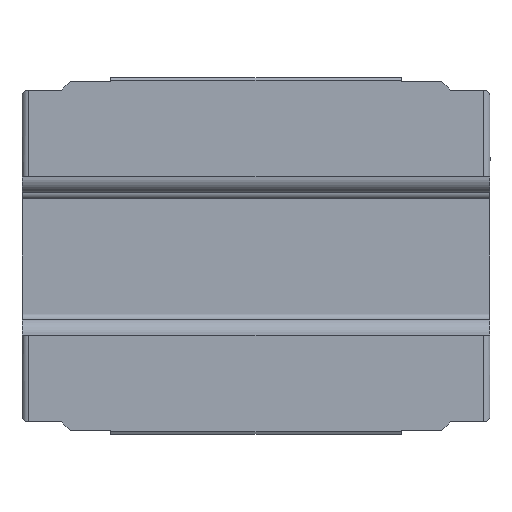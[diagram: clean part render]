
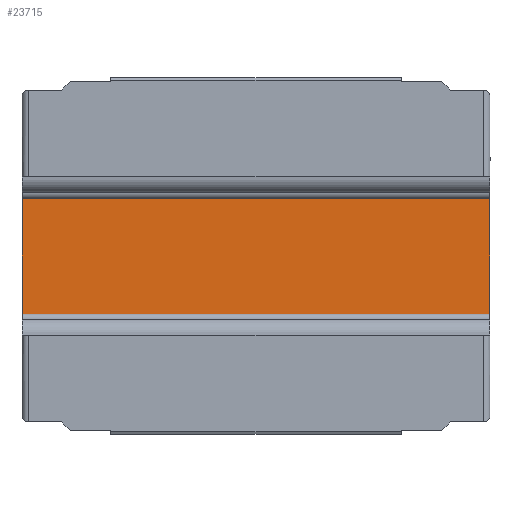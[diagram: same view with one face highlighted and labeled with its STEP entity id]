
A CAD part, front view. The second image highlights one B-rep face of the part: STEP entity #23715.
In plain terms, the highlighted planar face has unit normal (0, -1, 0).
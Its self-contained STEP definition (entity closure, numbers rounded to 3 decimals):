
#3254 = CARTESIAN_POINT ( 'NONE',  ( -32.3, 7.5, 5.7 ) ) ;
#3257 = CARTESIAN_POINT ( 'NONE',  ( -32.3, 7.5, -5.7 ) ) ;
#3258 = DIRECTION ( 'NONE',  ( 0., 0., 1. ) ) ;
#3386 = VECTOR ( 'NONE', #3258, 1000. ) ;
#3387 = CARTESIAN_POINT ( 'NONE',  ( -32.3, 7.5, -6. ) ) ;
#3388 = LINE ( 'NONE', #3387, #3386 ) ;
#3951 = CARTESIAN_POINT ( 'NONE',  ( -67.7, 7.5, -5.7 ) ) ;
#4326 = CARTESIAN_POINT ( 'NONE',  ( -67.7, 7.5, 5.7 ) ) ;
#4327 = DIRECTION ( 'NONE',  ( 0., 0., -1. ) ) ;
#4328 = VECTOR ( 'NONE', #4327, 1000. ) ;
#4329 = CARTESIAN_POINT ( 'NONE',  ( -67.7, 7.5, -6. ) ) ;
#4330 = LINE ( 'NONE', #4329, #4328 ) ;
#16805 = DIRECTION ( 'NONE',  ( 1., 0., 0. ) ) ;
#16806 = VECTOR ( 'NONE', #16805, 1000. ) ;
#16807 = CARTESIAN_POINT ( 'NONE',  ( -32.3, 7.5, -5.7 ) ) ;
#16813 = LINE ( 'NONE', #16807, #16806 ) ;
#16920 = DIRECTION ( 'NONE',  ( 0., 0., 1. ) ) ;
#16921 = DIRECTION ( 'NONE',  ( 0., 1., 0. ) ) ;
#16937 = CARTESIAN_POINT ( 'NONE',  ( -150., 7.5, 6. ) ) ;
#16938 = AXIS2_PLACEMENT_3D ( 'NONE', #16937, #16921, #16920 ) ;
#16940 = PLANE ( 'NONE',  #16938 ) ;
#16941 = FACE_OUTER_BOUND ( 'NONE', #23746, .T. ) ;
#17156 = DIRECTION ( 'NONE',  ( -1., 0., 0. ) ) ;
#17157 = VECTOR ( 'NONE', #17156, 1000. ) ;
#17158 = CARTESIAN_POINT ( 'NONE',  ( -67.7, 7.5, 5.7 ) ) ;
#17159 = LINE ( 'NONE', #17158, #17157 ) ;
#21706 = VERTEX_POINT ( 'NONE', #3254 ) ;
#21708 = EDGE_CURVE ( 'NONE', #21709, #21706, #3388, .T. ) ;
#21709 = VERTEX_POINT ( 'NONE', #3257 ) ;
#21978 = VERTEX_POINT ( 'NONE', #3951 ) ;
#22052 = EDGE_CURVE ( 'NONE', #22056, #21978, #4330, .T. ) ;
#22056 = VERTEX_POINT ( 'NONE', #4326 ) ;
#23715 = ADVANCED_FACE ( 'NONE', ( #16941 ), #16940, .F. ) ;
#23727 = EDGE_CURVE ( 'NONE', #21978, #21709, #16813, .T. ) ;
#23746 = EDGE_LOOP ( 'NONE', ( #23747, #23748, #23772, #23773 ) ) ;
#23747 = ORIENTED_EDGE ( 'NONE', *, *, #22052, .T. ) ;
#23748 = ORIENTED_EDGE ( 'NONE', *, *, #23727, .T. ) ;
#23772 = ORIENTED_EDGE ( 'NONE', *, *, #21708, .T. ) ;
#23773 = ORIENTED_EDGE ( 'NONE', *, *, #23774, .T. ) ;
#23774 = EDGE_CURVE ( 'NONE', #21706, #22056, #17159, .T. ) ;
